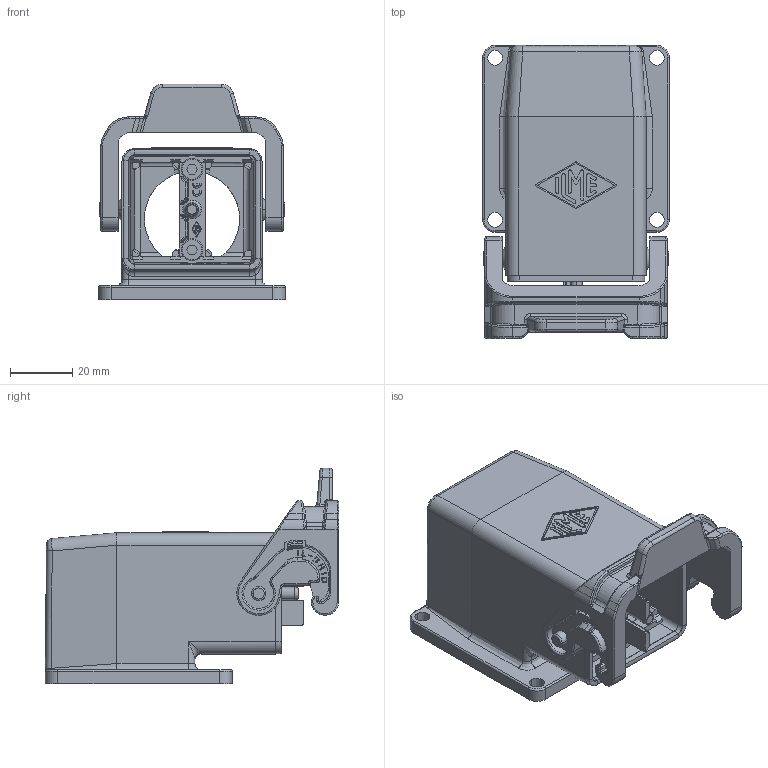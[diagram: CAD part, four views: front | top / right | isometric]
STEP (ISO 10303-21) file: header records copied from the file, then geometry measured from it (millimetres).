
FILE_DESCRIPTION(('Creo Elements/Direct Modeling STEP Export'),'2;1');
FILE_NAME('0ln7uvk5tn7728h2880','2023-11-14T14:28:18',(''),(''),'Creo Elements/Direct Modeling STEP processor for AP214 (Solid Model)','Creo Elements/Direct Modeling 20.1B 02-Apr-2019 (C) Parametric Technology GmbH','');
FILE_SCHEMA(('AUTOMOTIVE_DESIGN { 1 0 10303 214 1 1 1 1 }'));
Products named in the file (2): MXA 02 AP32
Assembly tree (1 placements, depth 2):
  MXA 02 AP32
    MXA 02 AP32
Bounding box: 60 x 94.2 x 69.25 mm (x, y, z)
Volume: 62162.2 mm3; surface area: 46399.6 mm2
Topology: 1 solids, 1 shells, 1709 faces, 4512 edges, 2860 vertices
Faces by surface type: plane 947, cylinder 468, bspline 148, torus 104, cone 30, sphere 12
Entity records: 87899 total; most frequent: CARTESIAN_POINT 33674, ORIENTED_EDGE 8994, DIRECTION 7736, EDGE_CURVE 4497, VECTOR 2958, LINE 2958, VERTEX_POINT 2860, AXIS2_PLACEMENT_3D 2389
